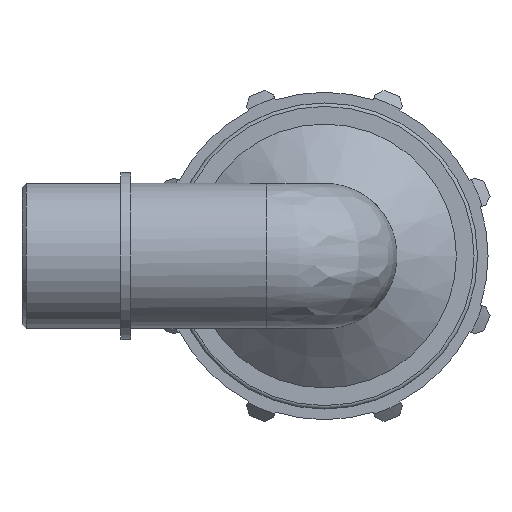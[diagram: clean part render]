
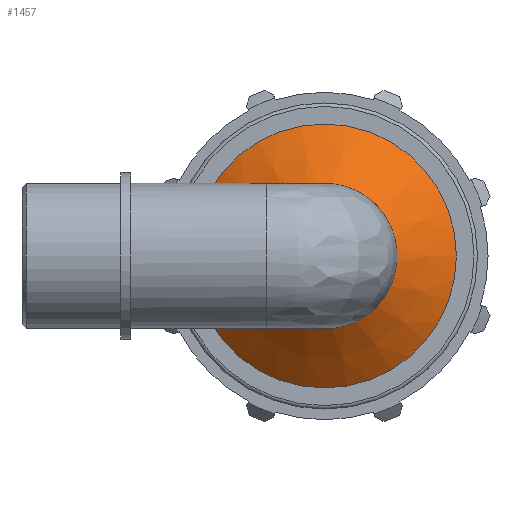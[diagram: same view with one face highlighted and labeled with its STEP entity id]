
A CAD part, left-side view. The second image highlights one B-rep face of the part: STEP entity #1457.
In plain terms, the highlighted conical face has half-angle 50 degrees and reference radius 18.61 mm.
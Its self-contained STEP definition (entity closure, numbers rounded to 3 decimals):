
#279=CONICAL_SURFACE('',#1552,18.61,50.);
#294=B_SPLINE_CURVE_WITH_KNOTS('',3,(#2123,#2124,#2125,#2126,#2127,#2128),
 .UNSPECIFIED.,.F.,.F.,(4,2,4),(5.023,5.164,5.305),
 .UNSPECIFIED.);
#297=FACE_BOUND('',#420,.T.);
#331=FACE_OUTER_BOUND('',#419,.T.);
#419=EDGE_LOOP('',(#953,#954));
#420=EDGE_LOOP('',(#955));
#529=CIRCLE('',#1542,13.221);
#535=CIRCLE('',#1553,24.);
#598=VERTEX_POINT('',#2109);
#599=VERTEX_POINT('',#2110);
#605=VERTEX_POINT('',#2160);
#740=EDGE_CURVE('',#598,#599,#529,.T.);
#746=EDGE_CURVE('',#598,#599,#294,.T.);
#749=EDGE_CURVE('',#605,#605,#535,.T.);
#953=ORIENTED_EDGE('',*,*,#746,.F.);
#954=ORIENTED_EDGE('',*,*,#740,.T.);
#955=ORIENTED_EDGE('',*,*,#749,.F.);
#1457=ADVANCED_FACE('',(#331,#297),#279,.T.);
#1542=AXIS2_PLACEMENT_3D('',#2111,#1701,#1702);
#1552=AXIS2_PLACEMENT_3D('',#2159,#1721,#1722);
#1553=AXIS2_PLACEMENT_3D('',#2161,#1723,#1724);
#1701=DIRECTION('center_axis',(1.,0.,0.));
#1702=DIRECTION('ref_axis',(0.,0.,-1.));
#1721=DIRECTION('center_axis',(1.,0.,0.));
#1722=DIRECTION('ref_axis',(0.,1.,0.));
#1723=DIRECTION('center_axis',(1.,0.,0.));
#1724=DIRECTION('ref_axis',(0.,0.,-1.));
#2109=CARTESIAN_POINT('',(13.142,13.142,1.442));
#2110=CARTESIAN_POINT('',(13.142,13.142,-1.442));
#2111=CARTESIAN_POINT('Origin',(13.142,0.,0.));
#2123=CARTESIAN_POINT('Ctrl Pts',(13.142,13.142,1.442));
#2124=CARTESIAN_POINT('Ctrl Pts',(13.194,13.258,0.961));
#2125=CARTESIAN_POINT('Ctrl Pts',(13.221,13.315,0.47));
#2126=CARTESIAN_POINT('Ctrl Pts',(13.221,13.315,-0.47));
#2127=CARTESIAN_POINT('Ctrl Pts',(13.194,13.258,-0.961));
#2128=CARTESIAN_POINT('Ctrl Pts',(13.142,13.142,-1.442));
#2159=CARTESIAN_POINT('Origin',(17.664,0.,0.));
#2160=CARTESIAN_POINT('',(22.187,24.,0.));
#2161=CARTESIAN_POINT('Origin',(22.187,0.,0.));
